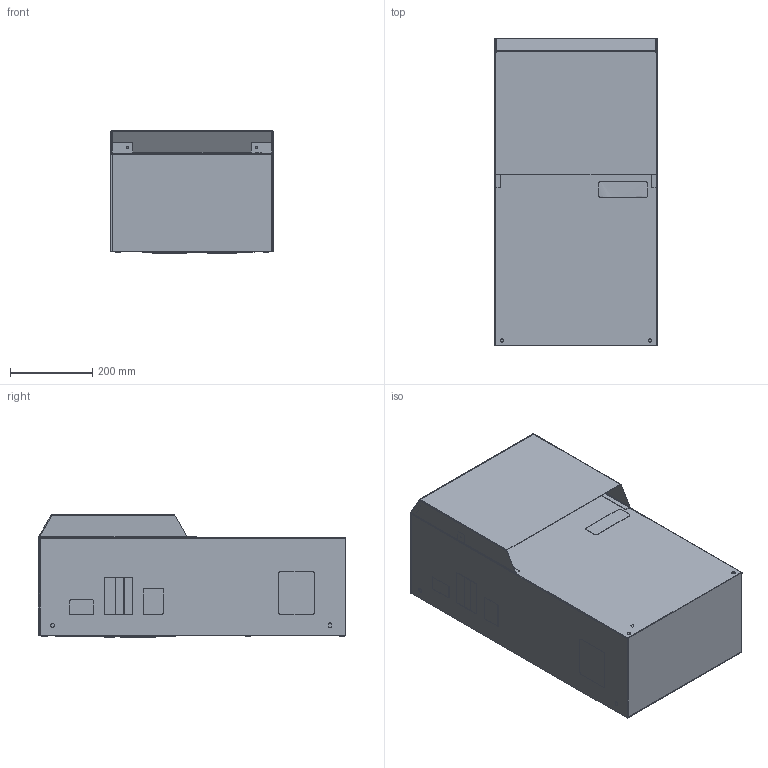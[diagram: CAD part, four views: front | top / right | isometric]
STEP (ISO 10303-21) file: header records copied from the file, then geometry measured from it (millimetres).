
FILE_DESCRIPTION (( 'STEP AP203' ), '1' );
FILE_NAME ('13385436355_Default.step', '2025-03-21T19:57:02', ( 'Windows User' ), ( 'AUTOMATION DIRECT' ), 'SwSTEP 2.0', 'SolidWorks 2024', '' );
FILE_SCHEMA (( 'CONFIG_CONTROL_DESIGN' ));
Length unit declared in the file: inch
Products named in the file (1): 13385436355_Default
Bounding box: 395.51 x 746.69 x 297.13 mm (x, y, z)
Volume: 70168863.9 mm3; surface area: 2757729.5 mm2
Topology: 1 solids, 3 shells, 1498 faces, 4170 edges, 2716 vertices
Faces by surface type: plane 764, cylinder 713, bspline 21
Full cylindrical faces by diameter (mm): 5 x2
Entity records: 52922 total; most frequent: CARTESIAN_POINT 12481, DIRECTION 8496, ORIENTED_EDGE 8332, EDGE_CURVE 4166, AXIS2_PLACEMENT_3D 2900, VERTEX_POINT 2714, LINE 2696, VECTOR 2696
